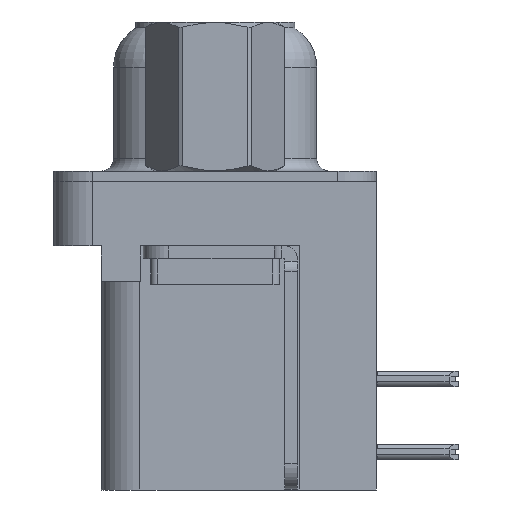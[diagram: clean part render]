
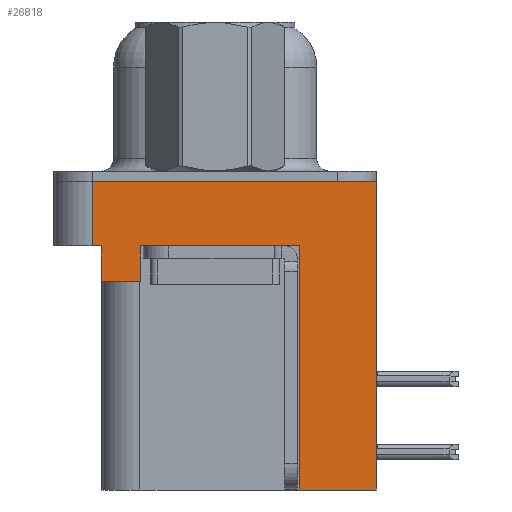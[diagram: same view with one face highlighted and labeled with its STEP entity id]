
A CAD part, left-side view. The second image highlights one B-rep face of the part: STEP entity #26818.
In plain terms, the highlighted planar face has unit normal (-1, 0, 0).
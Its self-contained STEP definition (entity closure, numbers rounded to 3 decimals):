
#105 = CARTESIAN_POINT ( 'NONE',  ( -2.91, 4.425, -3.9 ) ) ;
#329 = DIRECTION ( 'NONE',  ( -1., 0., 0. ) ) ;
#828 = VECTOR ( 'NONE', #27164, 1000. ) ;
#1194 = CARTESIAN_POINT ( 'NONE',  ( -2.91, -6.275, -2.5 ) ) ;
#1798 = VERTEX_POINT ( 'NONE', #11060 ) ;
#1933 = VERTEX_POINT ( 'NONE', #26277 ) ;
#2715 = PLANE ( 'NONE',  #8998 ) ;
#2792 = LINE ( 'NONE', #27173, #5837 ) ;
#3258 = DIRECTION ( 'NONE',  ( 0., 0., 1. ) ) ;
#3404 = DIRECTION ( 'NONE',  ( 0., -1., 0. ) ) ;
#3481 = EDGE_LOOP ( 'NONE', ( #11707, #17999, #3811, #10869, #6635, #24510, #5114, #25179, #18051, #20569 ) ) ;
#3725 = VECTOR ( 'NONE', #17435, 1000. ) ;
#3811 = ORIENTED_EDGE ( 'NONE', *, *, #27924, .T. ) ;
#4393 = VERTEX_POINT ( 'NONE', #16775 ) ;
#4552 = LINE ( 'NONE', #11038, #15403 ) ;
#4597 = EDGE_CURVE ( 'NONE', #16974, #4393, #16668, .T. ) ;
#5114 = ORIENTED_EDGE ( 'NONE', *, *, #14528, .T. ) ;
#5808 = LINE ( 'NONE', #9815, #16299 ) ;
#5837 = VECTOR ( 'NONE', #3258, 1000. ) ;
#6256 = DIRECTION ( 'NONE',  ( 0., 0., 1. ) ) ;
#6635 = ORIENTED_EDGE ( 'NONE', *, *, #28000, .F. ) ;
#6951 = DIRECTION ( 'NONE',  ( 0., 0., 1. ) ) ;
#6981 = LINE ( 'NONE', #22787, #17850 ) ;
#7278 = EDGE_CURVE ( 'NONE', #24383, #4393, #22377, .T. ) ;
#7663 = DIRECTION ( 'NONE',  ( 0., 0., 1. ) ) ;
#8113 = VERTEX_POINT ( 'NONE', #25223 ) ;
#8173 = VERTEX_POINT ( 'NONE', #27516 ) ;
#8344 = CARTESIAN_POINT ( 'NONE',  ( -2.91, -6.275, 0. ) ) ;
#8881 = VERTEX_POINT ( 'NONE', #27949 ) ;
#8998 = AXIS2_PLACEMENT_3D ( 'NONE', #11210, #329, #6951 ) ;
#9815 = CARTESIAN_POINT ( 'NONE',  ( -2.91, 4.425, -3.9 ) ) ;
#10435 = VECTOR ( 'NONE', #19273, 1000. ) ;
#10501 = VECTOR ( 'NONE', #3404, 1000. ) ;
#10549 = VECTOR ( 'NONE', #6256, 1000. ) ;
#10869 = ORIENTED_EDGE ( 'NONE', *, *, #22891, .F. ) ;
#11038 = CARTESIAN_POINT ( 'NONE',  ( -2.91, -6.275, -2.5 ) ) ;
#11060 = CARTESIAN_POINT ( 'NONE',  ( -2.91, 4.425, -3.9 ) ) ;
#11164 = EDGE_CURVE ( 'NONE', #12164, #24383, #17461, .T. ) ;
#11210 = CARTESIAN_POINT ( 'NONE',  ( -2.91, -6.275, -2.5 ) ) ;
#11245 = FACE_OUTER_BOUND ( 'NONE', #3481, .T. ) ;
#11707 = ORIENTED_EDGE ( 'NONE', *, *, #7278, .F. ) ;
#12164 = VERTEX_POINT ( 'NONE', #17399 ) ;
#12999 = EDGE_CURVE ( 'NONE', #16066, #1933, #6981, .T. ) ;
#14460 = DIRECTION ( 'NONE',  ( 0., 1., 0. ) ) ;
#14528 = EDGE_CURVE ( 'NONE', #1933, #8881, #4552, .T. ) ;
#15403 = VECTOR ( 'NONE', #15437, 1000. ) ;
#15437 = DIRECTION ( 'NONE',  ( 0., -1., 0. ) ) ;
#16066 = VERTEX_POINT ( 'NONE', #19119 ) ;
#16299 = VECTOR ( 'NONE', #14460, 1000. ) ;
#16456 = LINE ( 'NONE', #105, #27329 ) ;
#16668 = LINE ( 'NONE', #19637, #10549 ) ;
#16775 = CARTESIAN_POINT ( 'NONE',  ( -2.91, -6.275, 0. ) ) ;
#16966 = LINE ( 'NONE', #1194, #10501 ) ;
#16974 = VERTEX_POINT ( 'NONE', #24124 ) ;
#17399 = CARTESIAN_POINT ( 'NONE',  ( -2.91, 4.775, -2.5 ) ) ;
#17435 = DIRECTION ( 'NONE',  ( 0., 1., 0. ) ) ;
#17449 = EDGE_CURVE ( 'NONE', #16974, #8173, #27525, .T. ) ;
#17450 = DIRECTION ( 'NONE',  ( 0., 0., 1. ) ) ;
#17461 = LINE ( 'NONE', #18130, #828 ) ;
#17850 = VECTOR ( 'NONE', #7663, 1000. ) ;
#17999 = ORIENTED_EDGE ( 'NONE', *, *, #11164, .F. ) ;
#18051 = ORIENTED_EDGE ( 'NONE', *, *, #17449, .F. ) ;
#18130 = CARTESIAN_POINT ( 'NONE',  ( -2.91, 4.775, -2.5 ) ) ;
#18910 = CARTESIAN_POINT ( 'NONE',  ( -2.91, 4.775, 0. ) ) ;
#19119 = CARTESIAN_POINT ( 'NONE',  ( -2.91, 2.895, -3.9 ) ) ;
#19273 = DIRECTION ( 'NONE',  ( 0., -1., 0. ) ) ;
#19536 = CARTESIAN_POINT ( 'NONE',  ( -2.91, -3.295, -12. ) ) ;
#19637 = CARTESIAN_POINT ( 'NONE',  ( -2.91, -6.275, -2.5 ) ) ;
#20569 = ORIENTED_EDGE ( 'NONE', *, *, #4597, .T. ) ;
#22377 = LINE ( 'NONE', #8344, #10435 ) ;
#22787 = CARTESIAN_POINT ( 'NONE',  ( -2.91, 2.895, -3.9 ) ) ;
#22891 = EDGE_CURVE ( 'NONE', #1798, #8113, #16456, .T. ) ;
#24124 = CARTESIAN_POINT ( 'NONE',  ( -2.91, -6.275, -12. ) ) ;
#24383 = VERTEX_POINT ( 'NONE', #18910 ) ;
#24510 = ORIENTED_EDGE ( 'NONE', *, *, #12999, .T. ) ;
#25179 = ORIENTED_EDGE ( 'NONE', *, *, #26965, .F. ) ;
#25223 = CARTESIAN_POINT ( 'NONE',  ( -2.91, 4.425, -2.5 ) ) ;
#26277 = CARTESIAN_POINT ( 'NONE',  ( -2.91, 2.895, -2.5 ) ) ;
#26818 = ADVANCED_FACE ( 'NONE', ( #11245 ), #2715, .T. ) ;
#26965 = EDGE_CURVE ( 'NONE', #8173, #8881, #2792, .T. ) ;
#27164 = DIRECTION ( 'NONE',  ( 0., 0., 1. ) ) ;
#27173 = CARTESIAN_POINT ( 'NONE',  ( -2.91, -3.295, -12. ) ) ;
#27329 = VECTOR ( 'NONE', #17450, 1000. ) ;
#27516 = CARTESIAN_POINT ( 'NONE',  ( -2.91, -3.295, -12. ) ) ;
#27525 = LINE ( 'NONE', #19536, #3725 ) ;
#27924 = EDGE_CURVE ( 'NONE', #12164, #8113, #16966, .T. ) ;
#27949 = CARTESIAN_POINT ( 'NONE',  ( -2.91, -3.295, -2.5 ) ) ;
#28000 = EDGE_CURVE ( 'NONE', #16066, #1798, #5808, .T. ) ;
